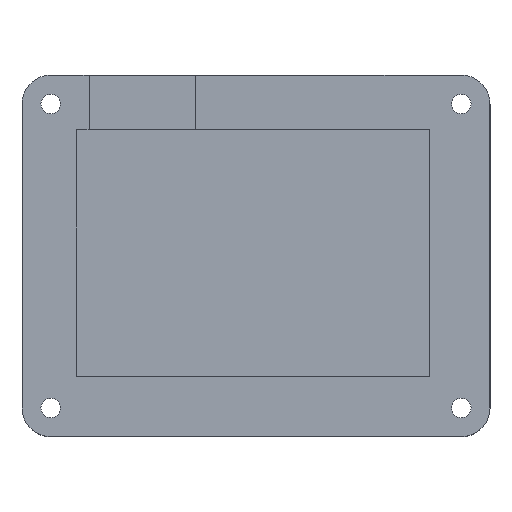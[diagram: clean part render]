
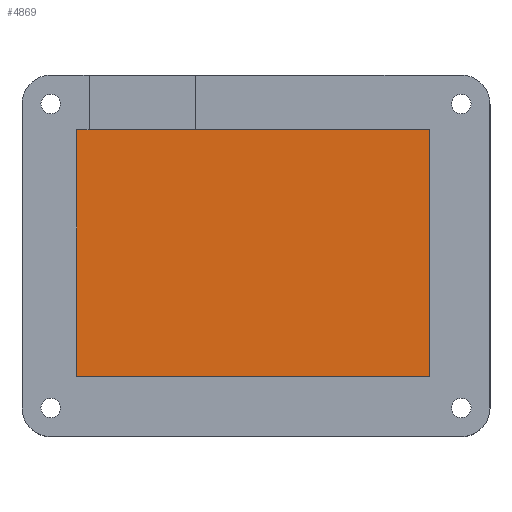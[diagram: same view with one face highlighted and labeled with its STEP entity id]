
A CAD part, top view. The second image highlights one B-rep face of the part: STEP entity #4869.
In plain terms, the highlighted planar face has unit normal (0, 0, 1).
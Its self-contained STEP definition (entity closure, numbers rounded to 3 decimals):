
#303=PLANE('',#5187);
#498=FACE_OUTER_BOUND('',#779,.T.);
#779=EDGE_LOOP('',(#3467,#3468,#3469,#3470));
#1100=LINE('',#6489,#1651);
#1101=LINE('',#6491,#1652);
#1102=LINE('',#6493,#1653);
#1103=LINE('',#6494,#1654);
#1651=VECTOR('',#5474,10.);
#1652=VECTOR('',#5475,10.);
#1653=VECTOR('',#5476,10.);
#1654=VECTOR('',#5477,10.);
#2226=VERTEX_POINT('',#6487);
#2227=VERTEX_POINT('',#6488);
#2228=VERTEX_POINT('',#6490);
#2229=VERTEX_POINT('',#6492);
#2720=EDGE_CURVE('',#2226,#2227,#1100,.T.);
#2721=EDGE_CURVE('',#2228,#2226,#1101,.T.);
#2722=EDGE_CURVE('',#2229,#2228,#1102,.T.);
#2723=EDGE_CURVE('',#2227,#2229,#1103,.T.);
#3467=ORIENTED_EDGE('',*,*,#2720,.F.);
#3468=ORIENTED_EDGE('',*,*,#2721,.F.);
#3469=ORIENTED_EDGE('',*,*,#2722,.F.);
#3470=ORIENTED_EDGE('',*,*,#2723,.F.);
#4869=ADVANCED_FACE('',(#498),#303,.T.);
#5187=AXIS2_PLACEMENT_3D('',#6486,#5472,#5473);
#5472=DIRECTION('center_axis',(0.,0.,1.));
#5473=DIRECTION('ref_axis',(1.,0.,0.));
#5474=DIRECTION('',(0.,-1.,0.));
#5475=DIRECTION('',(1.,0.,0.));
#5476=DIRECTION('',(0.,1.,0.));
#5477=DIRECTION('',(-1.,0.,0.));
#6486=CARTESIAN_POINT('Origin',(53.234,-8.706,9.81));
#6487=CARTESIAN_POINT('',(83.968,12.757,9.81));
#6488=CARTESIAN_POINT('',(83.968,-30.169,9.81));
#6489=CARTESIAN_POINT('',(83.968,2.025,9.81));
#6490=CARTESIAN_POINT('',(22.5,12.757,9.81));
#6491=CARTESIAN_POINT('',(37.867,12.757,9.81));
#6492=CARTESIAN_POINT('',(22.5,-30.169,9.81));
#6493=CARTESIAN_POINT('',(22.5,-19.438,9.81));
#6494=CARTESIAN_POINT('',(68.601,-30.169,9.81));
